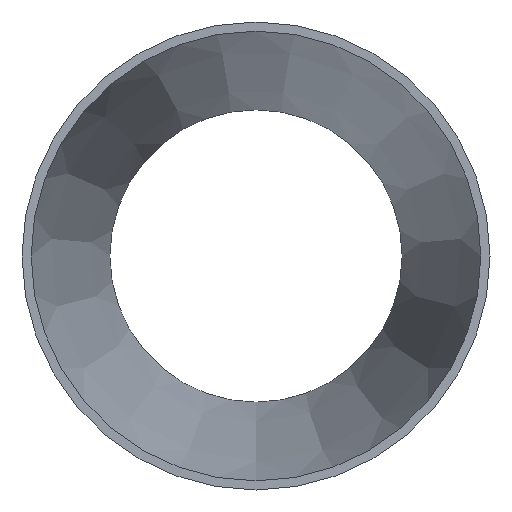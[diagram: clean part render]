
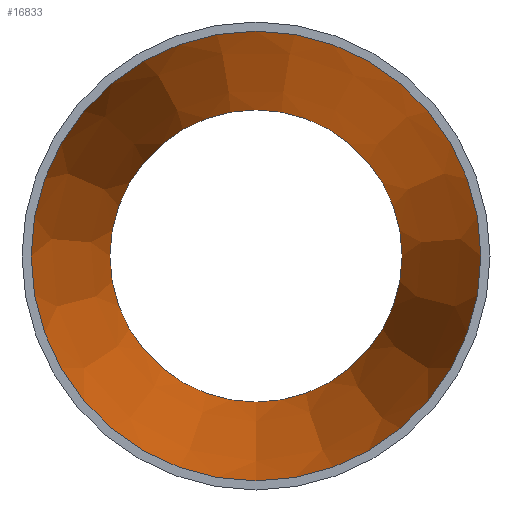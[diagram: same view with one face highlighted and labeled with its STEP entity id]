
A CAD part, front view. The second image highlights one B-rep face of the part: STEP entity #16833.
In plain terms, the highlighted conical face has half-angle 9.462 degrees and reference radius 49.972 mm.
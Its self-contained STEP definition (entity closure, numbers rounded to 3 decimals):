
#2896 = EDGE_LOOP ( 'NONE', ( #14849 ) ) ;
#3231 = AXIS2_PLACEMENT_3D ( 'NONE', #13777, #17811, #6385 ) ;
#3274 = CARTESIAN_POINT ( 'NONE',  ( 0., 105., -32.472 ) ) ;
#3452 = CARTESIAN_POINT ( 'NONE',  ( 0., 0., -49.972 ) ) ;
#4280 = EDGE_LOOP ( 'NONE', ( #15385 ) ) ;
#5336 = FACE_OUTER_BOUND ( 'NONE', #4280, .T. ) ;
#6201 = CIRCLE ( 'NONE', #3231, 32.472 ) ;
#6385 = DIRECTION ( 'NONE',  ( 0., 0., -1. ) ) ;
#8080 = CARTESIAN_POINT ( 'NONE',  ( 0., 0., 0. ) ) ;
#8917 = VERTEX_POINT ( 'NONE', #3452 ) ;
#8933 = FACE_BOUND ( 'NONE', #2896, .T. ) ;
#10649 = DIRECTION ( 'NONE',  ( 0., -1., 0. ) ) ;
#11113 = DIRECTION ( 'NONE',  ( 0., 0., -1. ) ) ;
#11981 = DIRECTION ( 'NONE',  ( 0., 0., -1. ) ) ;
#13467 = CIRCLE ( 'NONE', #15878, 49.972 ) ;
#13758 = EDGE_CURVE ( 'NONE', #15738, #15738, #6201, .T. ) ;
#13777 = CARTESIAN_POINT ( 'NONE',  ( 0., 105., 0. ) ) ;
#13826 = EDGE_CURVE ( 'NONE', #8917, #8917, #13467, .T. ) ;
#14849 = ORIENTED_EDGE ( 'NONE', *, *, #13758, .F. ) ;
#15355 = DIRECTION ( 'NONE',  ( 0., -1., 0. ) ) ;
#15385 = ORIENTED_EDGE ( 'NONE', *, *, #13826, .T. ) ;
#15738 = VERTEX_POINT ( 'NONE', #3274 ) ;
#15878 = AXIS2_PLACEMENT_3D ( 'NONE', #16590, #10649, #11981 ) ;
#15929 = AXIS2_PLACEMENT_3D ( 'NONE', #8080, #15355, #11113 ) ;
#15946 = CONICAL_SURFACE ( 'NONE', #15929, 49.972, 0.165 ) ;
#16590 = CARTESIAN_POINT ( 'NONE',  ( 0., 0., 0. ) ) ;
#16833 = ADVANCED_FACE ( 'NONE', ( #8933, #5336 ), #15946, .F. ) ;
#17811 = DIRECTION ( 'NONE',  ( 0., -1., 0. ) ) ;
